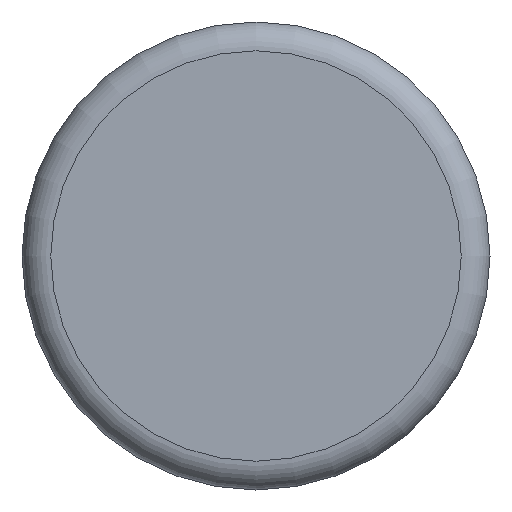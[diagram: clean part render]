
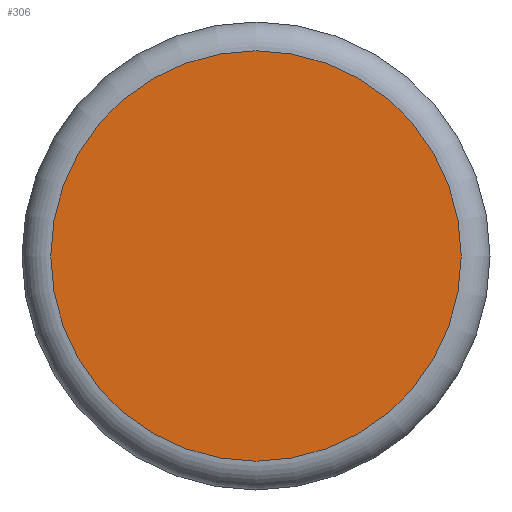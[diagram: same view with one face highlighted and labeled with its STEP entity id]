
A CAD part, front view. The second image highlights one B-rep face of the part: STEP entity #306.
In plain terms, the highlighted planar face has unit normal (0, -1, 0).
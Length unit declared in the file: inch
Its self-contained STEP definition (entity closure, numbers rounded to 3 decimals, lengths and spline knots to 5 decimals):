
#17=PLANE('',#352);
#43=FACE_OUTER_BOUND('',#60,.T.);
#60=EDGE_LOOP('',(#208,#209));
#83=CIRCLE('',#349,0.178);
#84=CIRCLE('',#350,0.178);
#120=VERTEX_POINT('',#529);
#121=VERTEX_POINT('',#530);
#154=EDGE_CURVE('',#120,#121,#83,.T.);
#155=EDGE_CURVE('',#121,#120,#84,.T.);
#208=ORIENTED_EDGE('',*,*,#154,.T.);
#209=ORIENTED_EDGE('',*,*,#155,.T.);
#306=ADVANCED_FACE('',(#43),#17,.F.);
#349=AXIS2_PLACEMENT_3D('',#531,#416,#417);
#350=AXIS2_PLACEMENT_3D('',#532,#418,#419);
#352=AXIS2_PLACEMENT_3D('',#534,#422,#423);
#416=DIRECTION('center_axis',(0.,-1.,0.));
#417=DIRECTION('ref_axis',(-1.,0.,0.));
#418=DIRECTION('center_axis',(0.,-1.,0.));
#419=DIRECTION('ref_axis',(-1.,0.,0.));
#422=DIRECTION('center_axis',(0.,1.,0.));
#423=DIRECTION('ref_axis',(0.,0.,1.));
#529=CARTESIAN_POINT('',(0.178,-0.6875,0.));
#530=CARTESIAN_POINT('',(0.,-0.6875,-0.178));
#531=CARTESIAN_POINT('Origin',(0.,-0.6875,0.));
#532=CARTESIAN_POINT('Origin',(0.,-0.6875,0.));
#534=CARTESIAN_POINT('Origin',(0.,-0.6875,0.));
